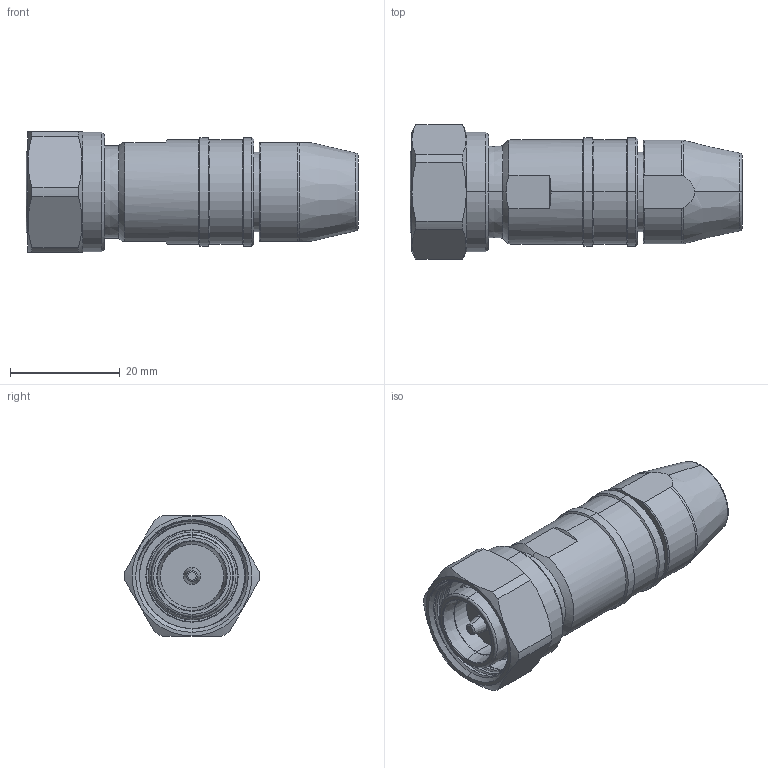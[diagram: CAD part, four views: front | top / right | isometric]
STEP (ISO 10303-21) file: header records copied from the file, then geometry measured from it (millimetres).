
FILE_DESCRIPTION (( 'STEP AP203' ), '1' );
FILE_NAME ('3190-6298.STEP', '2020-03-05T03:16:20', ( '001' ), ( '' ), 'SwSTEP 2.0', 'SolidWorks 2016', '' );
FILE_SCHEMA (( 'CONFIG_CONTROL_DESIGN' ));
Length unit declared in the file: millimetre
Products named in the file (1): 3190-6298
Bounding box: 60.46 x 24.49 x 22 mm (x, y, z)
Volume: 14587.5 mm3; surface area: 6936.1 mm2
Topology: 2 solids, 2 shells, 139 faces, 315 edges, 191 vertices
Faces by surface type: cone 46, cylinder 44, plane 27, torus 20, bspline 2
Entity records: 4719 total; most frequent: CARTESIAN_POINT 1546, DIRECTION 685, ORIENTED_EDGE 630, EDGE_CURVE 315, AXIS2_PLACEMENT_3D 291, VERTEX_POINT 191, CIRCLE 153, EDGE_LOOP 152
